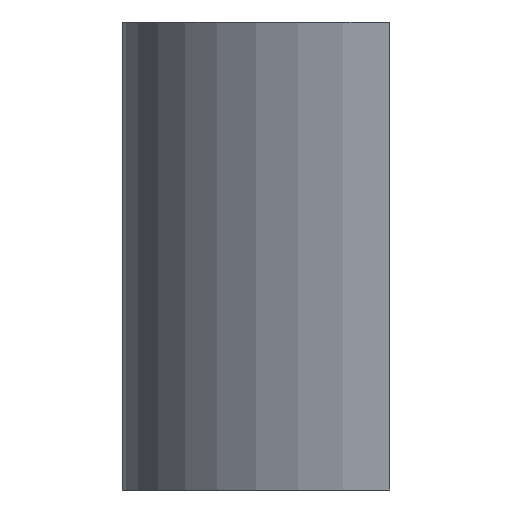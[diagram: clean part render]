
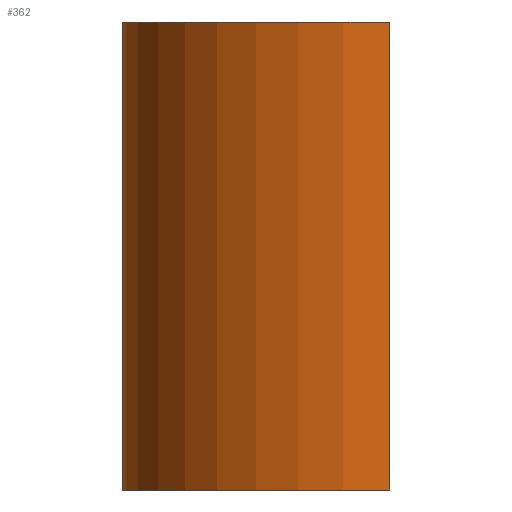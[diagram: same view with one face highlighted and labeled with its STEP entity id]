
A CAD part, left-side view. The second image highlights one B-rep face of the part: STEP entity #362.
In plain terms, the highlighted cylindrical face has radius 15.05 mm (diameter 30.1 mm), a partial arc.
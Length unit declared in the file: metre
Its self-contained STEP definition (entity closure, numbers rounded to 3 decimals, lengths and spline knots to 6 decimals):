
#21=CIRCLE('',#405,0.01505);
#22=CIRCLE('',#406,0.01505);
#27=CYLINDRICAL_SURFACE('',#404,0.01505);
#86=ORIENTED_EDGE('',*,*,#162,.F.);
#87=ORIENTED_EDGE('',*,*,#163,.F.);
#88=ORIENTED_EDGE('',*,*,#164,.F.);
#89=ORIENTED_EDGE('',*,*,#165,.T.);
#162=EDGE_CURVE('',#199,#200,#21,.T.);
#163=EDGE_CURVE('',#201,#199,#234,.T.);
#164=EDGE_CURVE('',#202,#201,#22,.F.);
#165=EDGE_CURVE('',#202,#200,#235,.T.);
#199=VERTEX_POINT('',#597);
#200=VERTEX_POINT('',#598);
#201=VERTEX_POINT('',#600);
#202=VERTEX_POINT('',#602);
#234=LINE('',#599,#272);
#235=LINE('',#603,#273);
#272=VECTOR('',#494,1.);
#273=VECTOR('',#497,1.);
#298=EDGE_LOOP('',(#86,#87,#88,#89));
#324=FACE_BOUND('',#298,.T.);
#362=ADVANCED_FACE('',(#324),#27,.T.);
#404=AXIS2_PLACEMENT_3D('',#595,#490,#491);
#405=AXIS2_PLACEMENT_3D('',#596,#492,#493);
#406=AXIS2_PLACEMENT_3D('',#601,#495,#496);
#490=DIRECTION('',(0.,0.,1.));
#491=DIRECTION('',(1.,0.,0.));
#492=DIRECTION('',(0.,0.,1.));
#493=DIRECTION('',(1.,0.,0.));
#494=DIRECTION('',(0.,0.,1.));
#495=DIRECTION('',(0.,0.,1.));
#496=DIRECTION('',(1.,0.,0.));
#497=DIRECTION('',(0.,0.,1.));
#595=CARTESIAN_POINT('',(-0.1008,0.0523,-0.054));
#596=CARTESIAN_POINT('',(-0.1008,0.0523,-0.0002));
#597=CARTESIAN_POINT('',(-0.1008,0.06735,-0.0002));
#598=CARTESIAN_POINT('',(-0.115846,0.052625,-0.0002));
#599=CARTESIAN_POINT('',(-0.1008,0.06735,-0.054));
#600=CARTESIAN_POINT('',(-0.1008,0.06735,-0.026));
#601=CARTESIAN_POINT('',(-0.1008,0.0523,-0.026));
#602=CARTESIAN_POINT('',(-0.115846,0.052625,-0.026));
#603=CARTESIAN_POINT('',(-0.115846,0.052625,-0.054));
